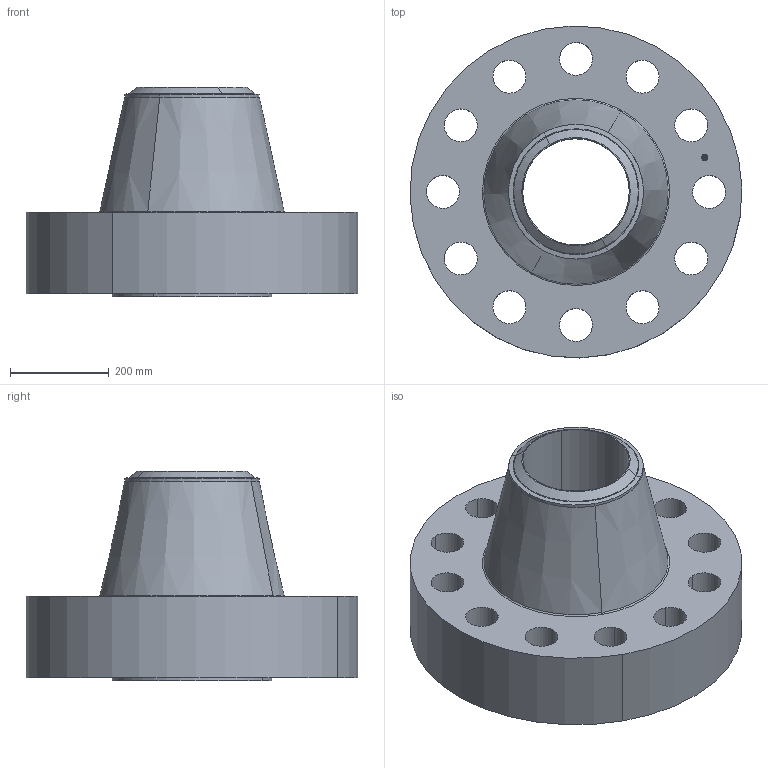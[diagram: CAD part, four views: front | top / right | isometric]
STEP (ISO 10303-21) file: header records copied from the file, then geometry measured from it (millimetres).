
FILE_DESCRIPTION(('3D STEP'),'2;1');
FILE_NAME('10-2500-WELD-NECK-RF-160-FLANGE.stp','2013-03-16T08:38:00+00:00',('Texas Flange'),(''),'CATIA Version 5 Release 20 SP 6 (IN-10)','CATIA V5 STEP AP214','800-826-3801');
FILE_SCHEMA(('AUTOMOTIVE_DESIGN { 1 0 10303 214 1 1 1 1 }'));
Length unit declared in the file: inch
Products named in the file (1): 10-2500-WELD-NECK-RF-160-FLANGE
Bounding box: 672.91 x 672.91 x 425.45 mm (x, y, z)
Volume: 57145106.8 mm3; surface area: 1813167.1 mm2
Topology: 1 solids, 1 shells, 431 faces, 1222 edges, 812 vertices
Faces by surface type: plane 369, cylinder 52, cone 6, torus 4
Entity records: 16106 total; most frequent: ORIENTED_EDGE 2444, CARTESIAN_POINT 2411, DIRECTION 1974, EDGE_CURVE 1222, VECTOR 1102, LINE 1102, VERTEX_POINT 812, AXIS2_PLACEMENT_3D 497
